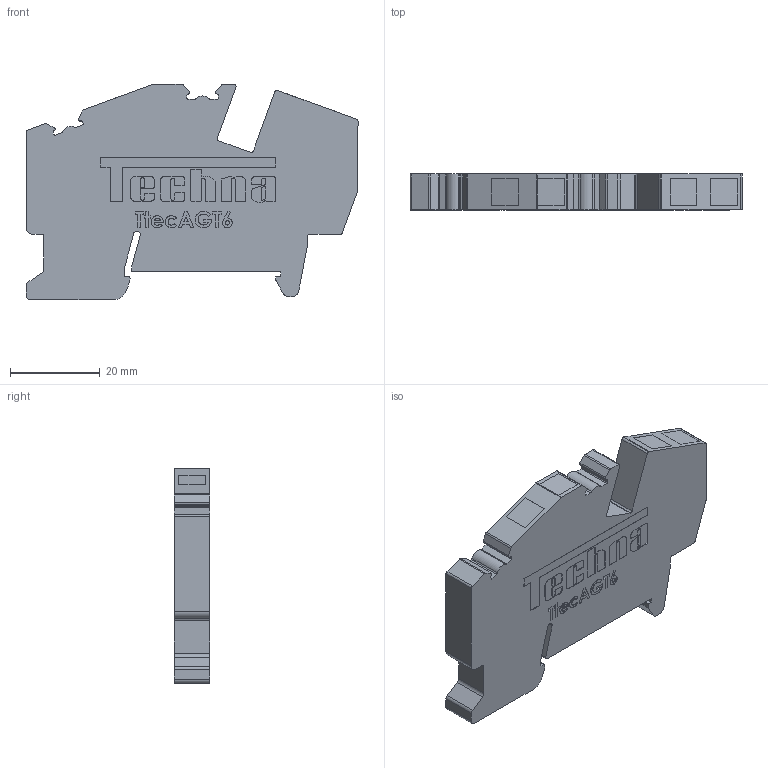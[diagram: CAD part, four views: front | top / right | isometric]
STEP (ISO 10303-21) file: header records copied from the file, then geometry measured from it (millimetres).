
FILE_DESCRIPTION (( 'STEP AP214' ), '1' );
FILE_NAME ('TtecAGT6.STEP', '2020-06-09T13:33:13', ( '' ), ( '' ), 'SwSTEP 2.0', 'SolidWorks 2020', '' );
FILE_SCHEMA (( 'AUTOMOTIVE_DESIGN' ));
Length unit declared in the file: millimetre
Products named in the file (1): TtecAGT6
Bounding box: 74 x 8 x 48 mm (x, y, z)
Volume: 21474.1 mm3; surface area: 7844.8 mm2
Topology: 1 solids, 1 shells, 586 faces, 1629 edges, 1086 vertices
Faces by surface type: plane 337, cylinder 179, bspline 70
Entity records: 27454 total; most frequent: CARTESIAN_POINT 7516, ORIENTED_EDGE 3258, DIRECTION 2883, EDGE_CURVE 1629, LINE 1129, VECTOR 1129, VERTEX_POINT 1086, AXIS2_PLACEMENT_3D 877
